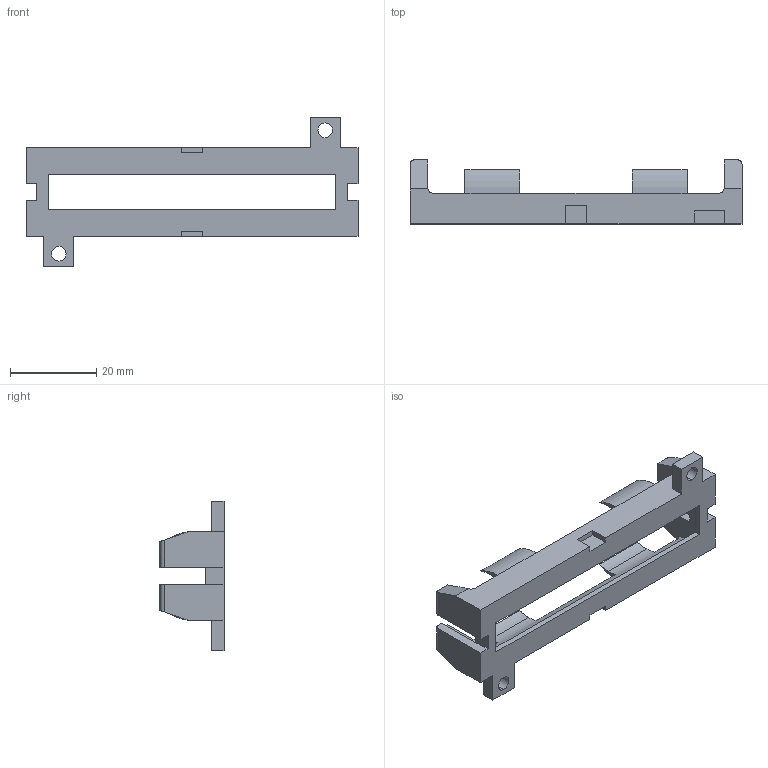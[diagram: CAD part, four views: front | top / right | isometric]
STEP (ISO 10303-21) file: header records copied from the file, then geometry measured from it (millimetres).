
FILE_DESCRIPTION (( 'STEP AP214' ), '1' );
FILE_NAME ('18650_LI-ON_Battery_Holder_1042P_Base.STEP', '2025-05-22T10:18:34', ( '' ), ( '' ), 'SwSTEP 2.0', 'SolidWorks 2023', '' );
FILE_SCHEMA (( 'AUTOMOTIVE_DESIGN' ));
Length unit declared in the file: millimetre
Products named in the file (1): 18650_LI-ON_Battery_Holder_1042P_Base
Bounding box: 77.06 x 14.86 x 34.65 mm (x, y, z)
Volume: 5861.6 mm3; surface area: 5814.7 mm2
Topology: 1 solids, 1 shells, 111 faces, 312 edges, 204 vertices
Faces by surface type: plane 73, cylinder 22, bspline 16
Entity records: 3677 total; most frequent: CARTESIAN_POINT 916, ORIENTED_EDGE 624, DIRECTION 484, EDGE_CURVE 312, LINE 212, VECTOR 212, VERTEX_POINT 204, AXIS2_PLACEMENT_3D 136
